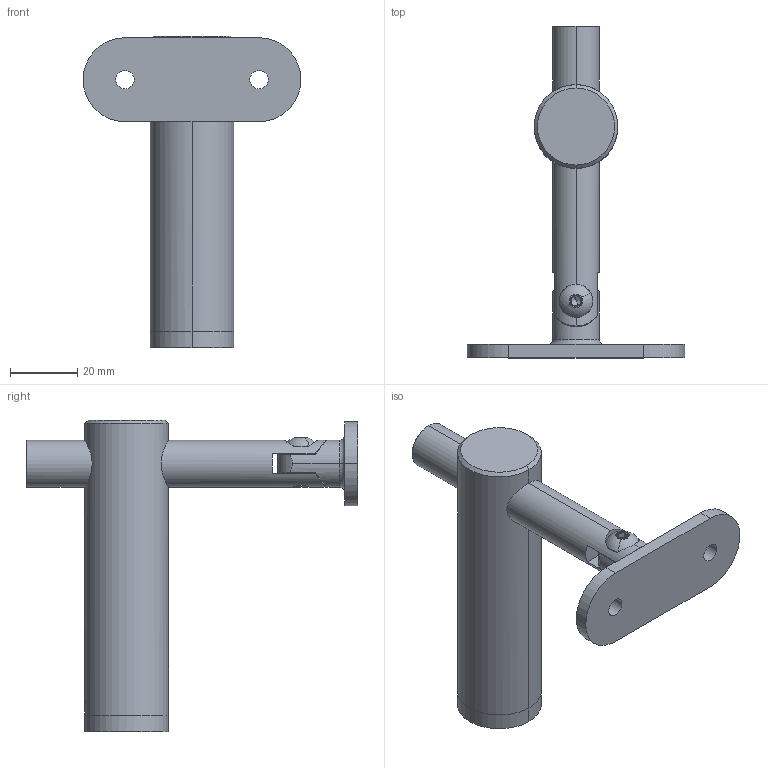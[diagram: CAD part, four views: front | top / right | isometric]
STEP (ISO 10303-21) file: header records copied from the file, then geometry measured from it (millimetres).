
FILE_DESCRIPTION (( 'STEP AP203' ), '1' );
FILE_NAME ('50377-240.step', '2020-09-11T11:52:52', ( '' ), ( '' ), 'SwSTEP 2.0', 'SolidWorks 2018', '' );
FILE_SCHEMA (( 'CONFIG_CONTROL_DESIGN' ));
Length unit declared in the file: millimetre
Products named in the file (16): 5037X-240 Teil2_50377-240 Teil2; DIN 7380_DIN 7380 M5x12; 5037X-240 Teil1; DIN 7380; DIN913_DIN 913 M5x5; 5037X-240 Teil3_50377-240 Teil3; DIN913; 5037X-240 Teil1_50377-240 Teil1; 5037X-240 Teil3; DIN914_DIN 914 M5x5; 5037X-240 Teil4; 50377-240; DIN914; 5037X-240 Teil4_50374-240 Teil4; 5037X-240 Teil2
Assembly tree (10 placements, depth 2):
  5037X-240 Teil1
  5037X-240 Teil3
  5037X-240 Teil4
  50377-240
    5037X-240 Teil1_50377-240 Teil1
    5037X-240 Teil2_50377-240 Teil2
    5037X-240 Teil4_50374-240 Teil4
    5037X-240 Teil3_50377-240 Teil3
    DIN913_DIN 913 M5x5
    DIN914_DIN 914 M5x5
    DIN 7380_DIN 7380 M5x12
  5037X-240 Teil2
Bounding box: 65 x 99 x 93 mm (x, y, z)
Volume: 58712 mm3; surface area: 21713.1 mm2
Topology: 7 solids, 7 shells, 359 faces, 910 edges, 589 vertices
Faces by surface type: plane 148, bspline 94, cylinder 76, cone 35, torus 4, sphere 2
Entity records: 19639 total; most frequent: CARTESIAN_POINT 10054, ORIENTED_EDGE 1802, DIRECTION 1431, EDGE_CURVE 901, VERTEX_POINT 583, AXIS2_PLACEMENT_3D 500, LINE 431, VECTOR 431
